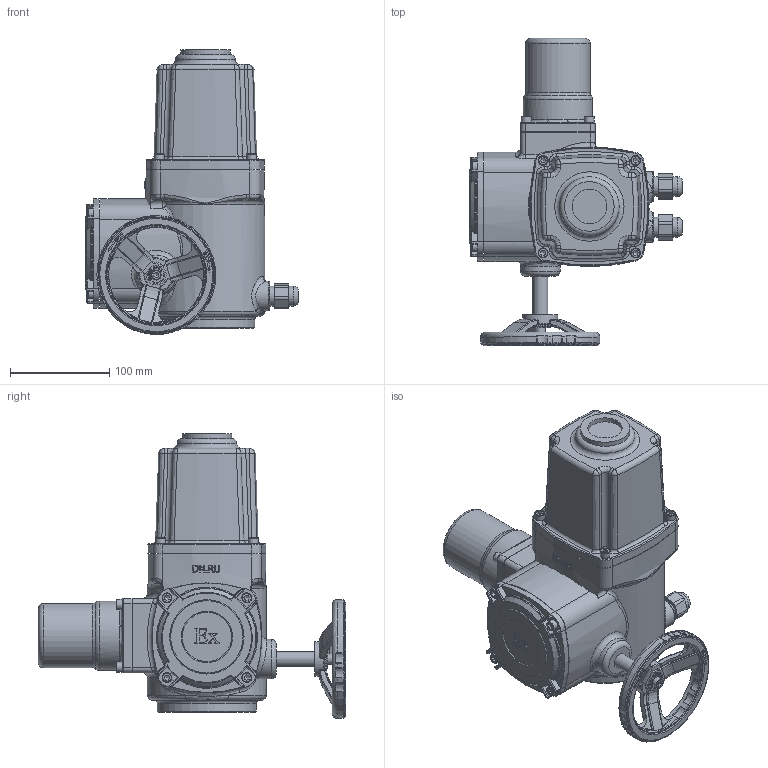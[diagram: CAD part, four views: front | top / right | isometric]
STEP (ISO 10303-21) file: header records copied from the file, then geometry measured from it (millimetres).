
FILE_DESCRIPTION(/* description */ (''),/* implementation_level */ '2;1');
FILE_NAME(/* name */ '005-010-015_3D_STEP.stp',/* time_stamp */ '2024-08-15T23:55:05+03:00',/* author */ ('igorr'),/* organization */ (''),/* preprocessor_version */ 'ST-DEVELOPER v20',/* originating_system */ 'Autodesk Inventor 2025',/* authorisation */ '');
FILE_SCHEMA (('AUTOMOTIVE_DESIGN { 1 0 10303 214 3 1 1 }'));
Length unit declared in the file: millimetre
Products named in the file (5): Сборка; Деталь 2; Деталь1; AS 1420 - 1973 - M6 x 20; AS 1420 - 1973 - M6 x 30
Assembly tree (15 placements, depth 2):
  Сборка
    Деталь 2
    Деталь1
    AS 1420 - 1973 - M6 x 20  x8
    AS 1420 - 1973 - M6 x 30  x5
Bounding box: 215 x 310 x 287.51 mm (x, y, z)
Volume: 4198316.9 mm3; surface area: 260010.1 mm2
Topology: 15 solids, 15 shells, 1370 faces, 3433 edges, 2169 vertices
Faces by surface type: plane 526, cylinder 306, bspline 268, torus 165, sphere 62, cone 43
Full cylindrical faces by diameter (mm): 6 x13, 7 x4, 8.325 x2, 9 x4, 10 x13, 15 x1, 20 x5, 35 x3, 36 x1, 40 x1, 50 x1, 58.654 x1, 65 x1, 70 x1, 73.898 x1, 91.537 x1, 96 x1, 100 x2, 116 x1
Entity records: 44274 total; most frequent: CARTESIAN_POINT 15269, ORIENTED_EDGE 6070, DIRECTION 5318, EDGE_CURVE 3035, AXIS2_PLACEMENT_3D 2006, VERTEX_POINT 1905, LINE 1306, VECTOR 1306
